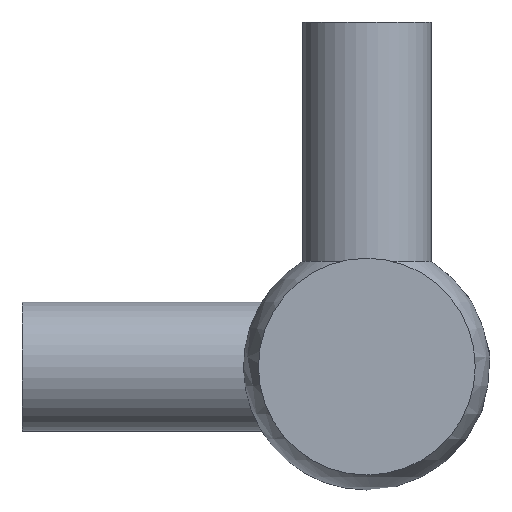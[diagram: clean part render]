
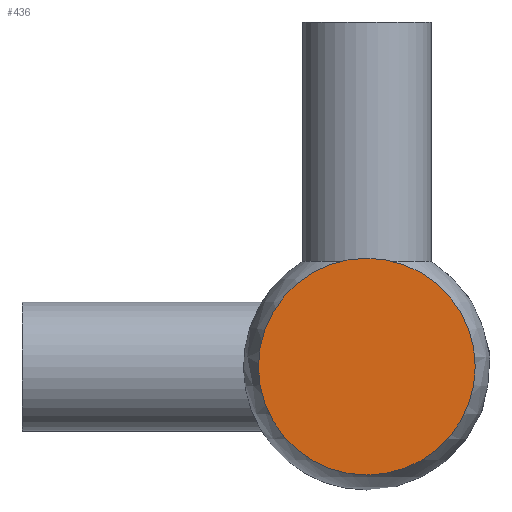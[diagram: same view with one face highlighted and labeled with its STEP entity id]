
A CAD part, front view. The second image highlights one B-rep face of the part: STEP entity #436.
In plain terms, the highlighted planar face has unit normal (0, -1, 0).
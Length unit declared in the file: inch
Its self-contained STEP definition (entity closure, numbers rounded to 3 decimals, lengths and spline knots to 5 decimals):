
#79=FACE_OUTER_BOUND('',#110,.T.);
#110=EDGE_LOOP('',(#397,#398));
#151=CIRCLE('',#507,1.263);
#152=CIRCLE('',#508,1.263);
#202=VERTEX_POINT('',#793);
#203=VERTEX_POINT('',#795);
#259=EDGE_CURVE('',#202,#203,#151,.T.);
#260=EDGE_CURVE('',#203,#202,#152,.T.);
#397=ORIENTED_EDGE('',*,*,#260,.F.);
#398=ORIENTED_EDGE('',*,*,#259,.F.);
#411=PLANE('',#535);
#436=ADVANCED_FACE('',(#79),#411,.F.);
#507=AXIS2_PLACEMENT_3D('',#796,#641,#642);
#508=AXIS2_PLACEMENT_3D('',#797,#643,#644);
#535=AXIS2_PLACEMENT_3D('',#841,#700,#701);
#641=DIRECTION('center_axis',(0.,1.,0.));
#642=DIRECTION('ref_axis',(-1.,0.,0.));
#643=DIRECTION('center_axis',(0.,1.,0.));
#644=DIRECTION('ref_axis',(-1.,0.,0.));
#700=DIRECTION('center_axis',(0.,1.,0.));
#701=DIRECTION('ref_axis',(-1.,0.,0.));
#793=CARTESIAN_POINT('',(1.263,-5.26,0.));
#795=CARTESIAN_POINT('',(-1.263,-5.26,0.));
#796=CARTESIAN_POINT('Origin',(0.,-5.26,0.));
#797=CARTESIAN_POINT('Origin',(0.,-5.26,0.));
#841=CARTESIAN_POINT('Origin',(0.,-5.26,0.));
